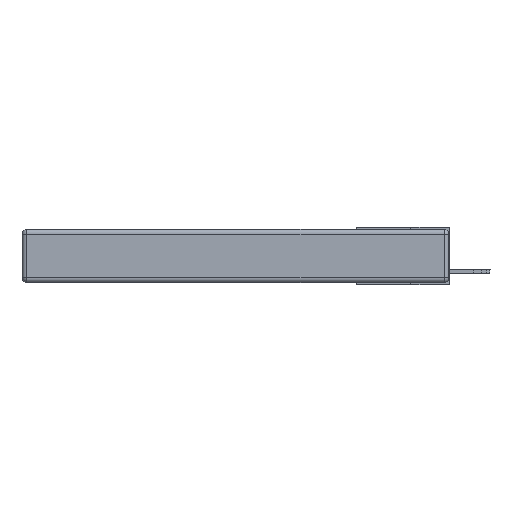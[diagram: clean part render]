
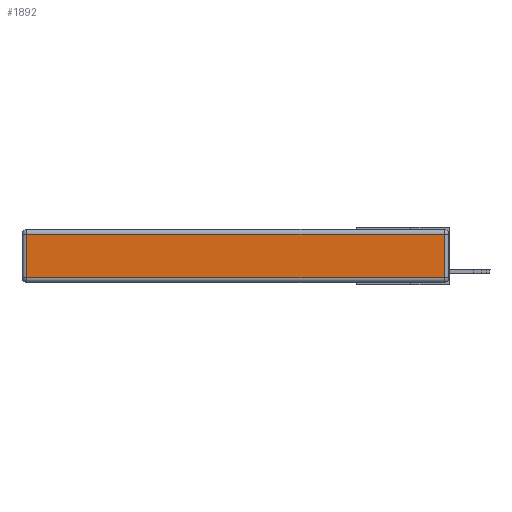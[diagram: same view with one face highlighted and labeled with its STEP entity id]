
A CAD part, left-side view. The second image highlights one B-rep face of the part: STEP entity #1892.
In plain terms, the highlighted planar face has unit normal (-1, 0, 0).
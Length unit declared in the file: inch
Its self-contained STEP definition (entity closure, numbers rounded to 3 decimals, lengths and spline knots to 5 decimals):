
#541 = LINE ( 'NONE', #4260, #8218 ) ;
#1095 = CARTESIAN_POINT ( 'NONE',  ( 0., 0.03, -0.03 ) ) ;
#1111 = DIRECTION ( 'NONE',  ( 0., 0., 1. ) ) ;
#1892 = ADVANCED_FACE ( 'NONE', ( #15117 ), #6440, .T. ) ;
#2123 = LINE ( 'NONE', #15512, #7757 ) ;
#2331 = ORIENTED_EDGE ( 'NONE', *, *, #13943, .T. ) ;
#2765 = DIRECTION ( 'NONE',  ( 0., -1., 0. ) ) ;
#2985 = DIRECTION ( 'NONE',  ( -1., 0., 0. ) ) ;
#3085 = AXIS2_PLACEMENT_3D ( 'NONE', #10164, #2985, #8872 ) ;
#3438 = DIRECTION ( 'NONE',  ( 0., 1., 0. ) ) ;
#3942 = CARTESIAN_POINT ( 'NONE',  ( 0., 2.72, -0.343 ) ) ;
#4219 = VERTEX_POINT ( 'NONE', #1095 ) ;
#4260 = CARTESIAN_POINT ( 'NONE',  ( 0., 2.75, -0.03 ) ) ;
#5290 = ORIENTED_EDGE ( 'NONE', *, *, #6737, .T. ) ;
#5953 = LINE ( 'NONE', #10935, #11590 ) ;
#6440 = PLANE ( 'NONE',  #3085 ) ;
#6737 = EDGE_CURVE ( 'NONE', #7304, #4219, #2123, .T. ) ;
#7304 = VERTEX_POINT ( 'NONE', #10234 ) ;
#7757 = VECTOR ( 'NONE', #1111, 39.37008 ) ;
#8218 = VECTOR ( 'NONE', #3438, 39.37008 ) ;
#8540 = VERTEX_POINT ( 'NONE', #9449 ) ;
#8872 = DIRECTION ( 'NONE',  ( 0., 0., 1. ) ) ;
#9263 = EDGE_CURVE ( 'NONE', #8540, #7304, #5953, .T. ) ;
#9449 = CARTESIAN_POINT ( 'NONE',  ( 0., 2.72, -0.313 ) ) ;
#10131 = ORIENTED_EDGE ( 'NONE', *, *, #9263, .T. ) ;
#10164 = CARTESIAN_POINT ( 'NONE',  ( 0., 0., -0.343 ) ) ;
#10234 = CARTESIAN_POINT ( 'NONE',  ( 0., 0.03, -0.313 ) ) ;
#10935 = CARTESIAN_POINT ( 'NONE',  ( 0., 0., -0.313 ) ) ;
#11136 = LINE ( 'NONE', #3942, #11737 ) ;
#11465 = VERTEX_POINT ( 'NONE', #11842 ) ;
#11590 = VECTOR ( 'NONE', #2765, 39.37008 ) ;
#11737 = VECTOR ( 'NONE', #12567, 39.37008 ) ;
#11842 = CARTESIAN_POINT ( 'NONE',  ( 0., 2.72, -0.03 ) ) ;
#12263 = EDGE_CURVE ( 'NONE', #4219, #11465, #541, .T. ) ;
#12567 = DIRECTION ( 'NONE',  ( 0., 0., -1. ) ) ;
#13165 = EDGE_LOOP ( 'NONE', ( #10131, #5290, #14124, #2331 ) ) ;
#13943 = EDGE_CURVE ( 'NONE', #11465, #8540, #11136, .T. ) ;
#14124 = ORIENTED_EDGE ( 'NONE', *, *, #12263, .T. ) ;
#15117 = FACE_OUTER_BOUND ( 'NONE', #13165, .T. ) ;
#15512 = CARTESIAN_POINT ( 'NONE',  ( 0., 0.03, -0.343 ) ) ;
